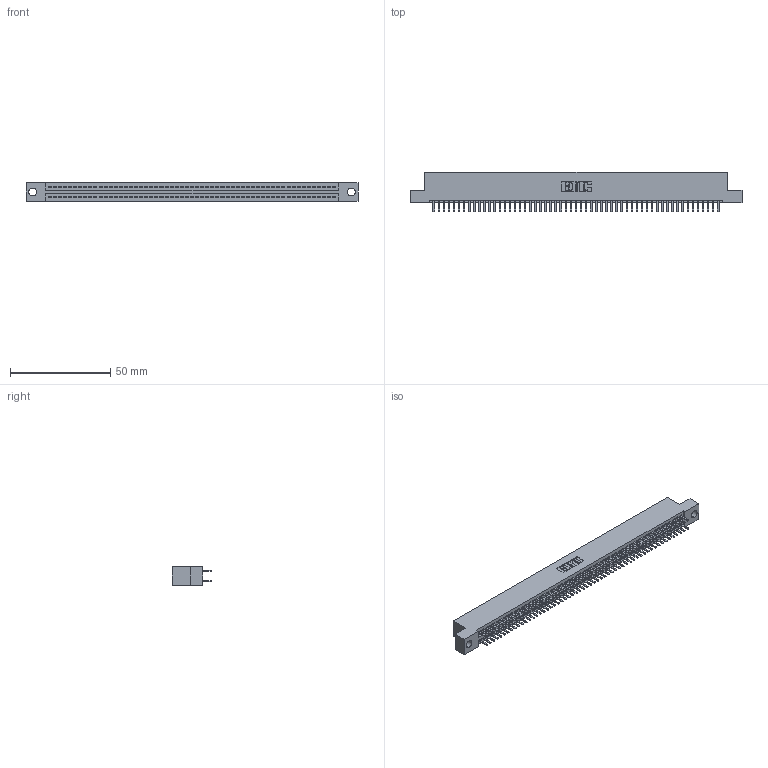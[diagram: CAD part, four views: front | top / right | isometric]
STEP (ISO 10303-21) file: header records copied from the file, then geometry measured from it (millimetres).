
FILE_DESCRIPTION (( 'STEP AP203' ), '1' );
FILE_NAME ('345-114-520-204.STEP', '2021-05-25T14:51:36', ( '' ), ( '' ), 'SwSTEP 2.0', 'SolidWorks 2020', '' );
FILE_SCHEMA (( 'CONFIG_CONTROL_DESIGN' ));
Length unit declared in the file: inch
Products named in the file (3): 345-114-520-204; 345-292-001_345-293-120; 345 Part_Flush Mounting Lugs - 0.156 Dia-TI
Assembly tree (115 placements, depth 2):
  345-114-520-204
    345 Part_Flush Mounting Lugs - 0.156 Dia-TI
    345-292-001_345-293-120  x114
Bounding box: 165.99 x 19.68 x 9.4 mm (x, y, z)
Volume: 16107.5 mm3; surface area: 23845.1 mm2
Topology: 115 solids, 115 shells, 6296 faces, 18275 edges, 11878 vertices
Faces by surface type: plane 4084, cylinder 2212
Entity records: 43237 total; most frequent: CARTESIAN_POINT 7250, ORIENTED_EDGE 7170, DIRECTION 6361, EDGE_CURVE 3585, VECTOR 3221, LINE 3221, VERTEX_POINT 2386, AXIS2_PLACEMENT_3D 1570
